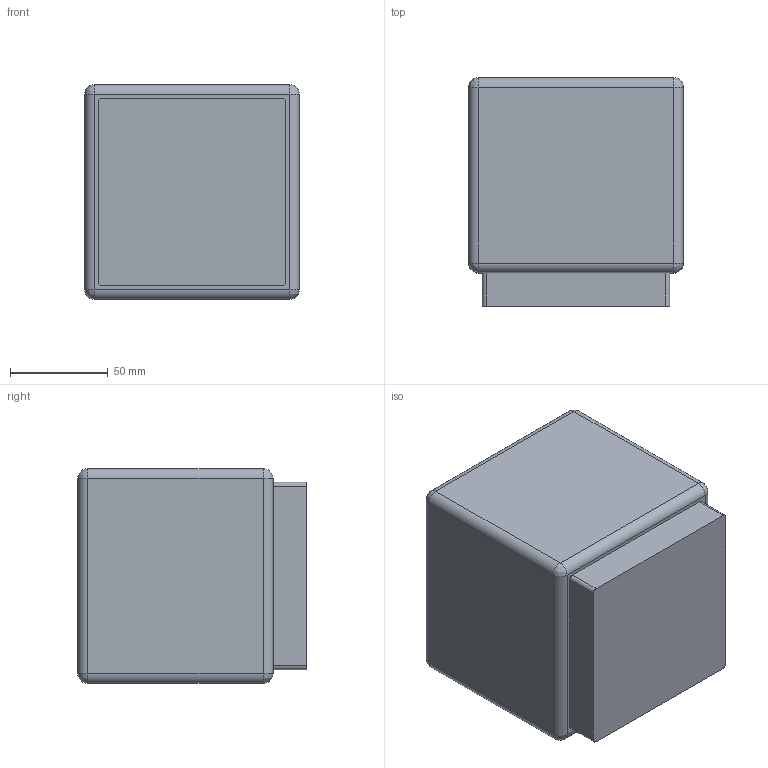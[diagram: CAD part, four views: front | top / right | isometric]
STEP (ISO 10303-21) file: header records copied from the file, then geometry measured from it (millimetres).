
FILE_DESCRIPTION (( 'STEP AP203' ), '1' );
FILE_NAME ('CUBI_11_P-PL_ZERO_CO_STEP.STEP', '2012-11-26T14:47:27', ( 'admin' ), ( '' ), 'SwSTEP 2.0', 'SolidWorks 2010', '' );
FILE_SCHEMA (( 'CONFIG_CONTROL_DESIGN' ));
Length unit declared in the file: millimetre
Products named in the file (1): CUBI_11_P-PL_ZERO_CO_STEP
Bounding box: 110 x 117 x 110 mm (x, y, z)
Surface area: 81107 mm2 (no closed solid volume)
Topology: 0 solids, 2 shells, 35 faces, 80 edges, 40 vertices
Faces by surface type: cylinder 16, plane 11, bspline 8
Entity records: 1062 total; most frequent: CARTESIAN_POINT 268, DIRECTION 160, ORIENTED_EDGE 136, EDGE_CURVE 72, AXIS2_PLACEMENT_3D 60, LINE 40, VECTOR 40, VERTEX_POINT 40
